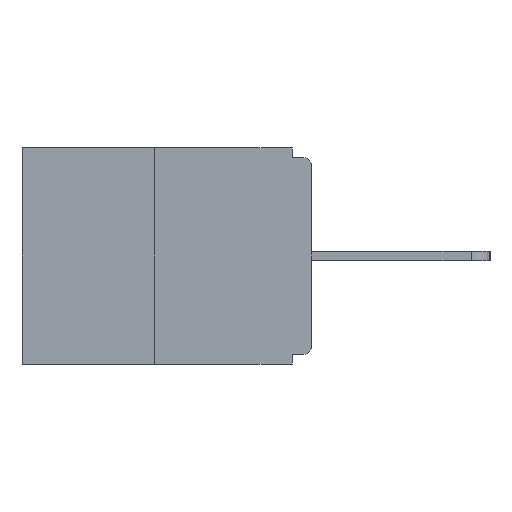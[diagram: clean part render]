
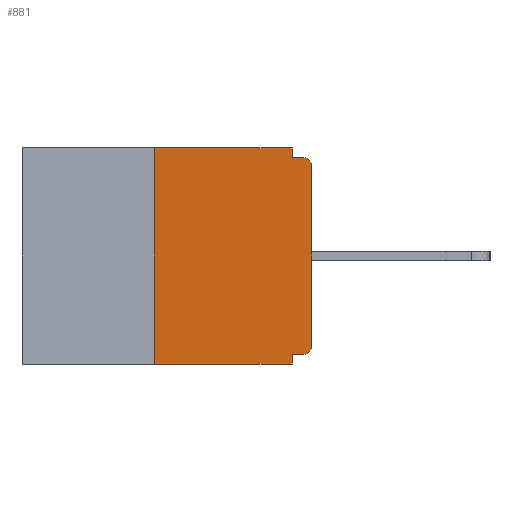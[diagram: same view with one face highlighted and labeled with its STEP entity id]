
A CAD part, left-side view. The second image highlights one B-rep face of the part: STEP entity #881.
In plain terms, the highlighted planar face has unit normal (-1, 0, 0).
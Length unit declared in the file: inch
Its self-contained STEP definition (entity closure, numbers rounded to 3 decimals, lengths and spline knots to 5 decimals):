
#9 = CIRCLE ( 'NONE', #6326, 0.015 ) ;
#161 = ORIENTED_EDGE ( 'NONE', *, *, #13788, .F. ) ;
#676 = CARTESIAN_POINT ( 'NONE',  ( 0., 0.015, -0.328 ) ) ;
#695 = VECTOR ( 'NONE', #1069, 39.37008 ) ;
#881 = ADVANCED_FACE ( 'NONE', ( #12779 ), #7869, .F. ) ;
#1069 = DIRECTION ( 'NONE',  ( 0., -1., 0. ) ) ;
#1118 = VECTOR ( 'NONE', #4450, 39.37008 ) ;
#1318 = EDGE_CURVE ( 'NONE', #2145, #9973, #3558, .T. ) ;
#1391 = DIRECTION ( 'NONE',  ( 0., 0., 1. ) ) ;
#1519 = ORIENTED_EDGE ( 'NONE', *, *, #12883, .T. ) ;
#1621 = VECTOR ( 'NONE', #3011, 39.37008 ) ;
#1689 = ORIENTED_EDGE ( 'NONE', *, *, #8310, .F. ) ;
#1774 = CARTESIAN_POINT ( 'NONE',  ( 0., 0.031, 0. ) ) ;
#1861 = ORIENTED_EDGE ( 'NONE', *, *, #6298, .F. ) ;
#2034 = CARTESIAN_POINT ( 'NONE',  ( 0., 0., -0.328 ) ) ;
#2145 = VERTEX_POINT ( 'NONE', #11040 ) ;
#2274 = VECTOR ( 'NONE', #14534, 39.37008 ) ;
#2376 = ORIENTED_EDGE ( 'NONE', *, *, #12487, .F. ) ;
#2383 = LINE ( 'NONE', #8091, #5237 ) ;
#2812 = CARTESIAN_POINT ( 'NONE',  ( 0., 0.46, 0. ) ) ;
#3011 = DIRECTION ( 'NONE',  ( 0., -1., 0. ) ) ;
#3035 = DIRECTION ( 'NONE',  ( 1., 0., 0. ) ) ;
#3171 = LINE ( 'NONE', #8003, #1621 ) ;
#3242 = EDGE_CURVE ( 'NONE', #7142, #14310, #9, .T. ) ;
#3558 = CIRCLE ( 'NONE', #9868, 0.015 ) ;
#3876 = CARTESIAN_POINT ( 'NONE',  ( 0., 0., -0.313 ) ) ;
#3941 = ORIENTED_EDGE ( 'NONE', *, *, #3242, .T. ) ;
#4027 = AXIS2_PLACEMENT_3D ( 'NONE', #2812, #3035, #4301 ) ;
#4103 = DIRECTION ( 'NONE',  ( 0., 0., -1. ) ) ;
#4301 = DIRECTION ( 'NONE',  ( 0., 0., -1. ) ) ;
#4418 = LINE ( 'NONE', #2034, #2274 ) ;
#4448 = EDGE_CURVE ( 'NONE', #14671, #5095, #4946, .T. ) ;
#4450 = DIRECTION ( 'NONE',  ( 0., 0., -1. ) ) ;
#4653 = VERTEX_POINT ( 'NONE', #12943 ) ;
#4946 = LINE ( 'NONE', #10718, #13144 ) ;
#5049 = LINE ( 'NONE', #7522, #13742 ) ;
#5095 = VERTEX_POINT ( 'NONE', #13207 ) ;
#5237 = VECTOR ( 'NONE', #14347, 39.37008 ) ;
#5520 = CARTESIAN_POINT ( 'NONE',  ( 0., 0.031, 0. ) ) ;
#5876 = VERTEX_POINT ( 'NONE', #13661 ) ;
#6087 = DIRECTION ( 'NONE',  ( 0., -1., 0. ) ) ;
#6298 = EDGE_CURVE ( 'NONE', #5876, #14897, #14041, .T. ) ;
#6326 = AXIS2_PLACEMENT_3D ( 'NONE', #15121, #11405, #12595 ) ;
#7067 = VERTEX_POINT ( 'NONE', #1774 ) ;
#7142 = VERTEX_POINT ( 'NONE', #676 ) ;
#7522 = CARTESIAN_POINT ( 'NONE',  ( 0., 0.46, 0. ) ) ;
#7829 = DIRECTION ( 'NONE',  ( 0., 0., -1. ) ) ;
#7869 = PLANE ( 'NONE',  #4027 ) ;
#7905 = ORIENTED_EDGE ( 'NONE', *, *, #1318, .T. ) ;
#7950 = EDGE_CURVE ( 'NONE', #14671, #14897, #3171, .T. ) ;
#8003 = CARTESIAN_POINT ( 'NONE',  ( 0., 0.46, -0.343 ) ) ;
#8091 = CARTESIAN_POINT ( 'NONE',  ( 0., 0., 0. ) ) ;
#8190 = EDGE_CURVE ( 'NONE', #5095, #7067, #5049, .T. ) ;
#8310 = EDGE_CURVE ( 'NONE', #7067, #4653, #11374, .T. ) ;
#8461 = EDGE_LOOP ( 'NONE', ( #13059, #13867, #12791, #1861, #161, #3941, #1519, #7905, #2376, #1689 ) ) ;
#8998 = CARTESIAN_POINT ( 'NONE',  ( 0., 0.031, -0.343 ) ) ;
#9868 = AXIS2_PLACEMENT_3D ( 'NONE', #11620, #15027, #7829 ) ;
#9973 = VERTEX_POINT ( 'NONE', #15080 ) ;
#10166 = VECTOR ( 'NONE', #4103, 39.37008 ) ;
#10718 = CARTESIAN_POINT ( 'NONE',  ( 0., 0.25, 0. ) ) ;
#10859 = CARTESIAN_POINT ( 'NONE',  ( 0., 0., -0.015 ) ) ;
#11040 = CARTESIAN_POINT ( 'NONE',  ( 0., 0., -0.03 ) ) ;
#11374 = LINE ( 'NONE', #5520, #10166 ) ;
#11405 = DIRECTION ( 'NONE',  ( -1., 0., 0. ) ) ;
#11620 = CARTESIAN_POINT ( 'NONE',  ( 0., 0.015, -0.03 ) ) ;
#11646 = CARTESIAN_POINT ( 'NONE',  ( 0., 0.031, -0.343 ) ) ;
#12119 = CARTESIAN_POINT ( 'NONE',  ( 0., 0.25, -0.343 ) ) ;
#12487 = EDGE_CURVE ( 'NONE', #4653, #9973, #14216, .T. ) ;
#12595 = DIRECTION ( 'NONE',  ( 0., 0., -1. ) ) ;
#12779 = FACE_OUTER_BOUND ( 'NONE', #8461, .T. ) ;
#12791 = ORIENTED_EDGE ( 'NONE', *, *, #7950, .T. ) ;
#12883 = EDGE_CURVE ( 'NONE', #14310, #2145, #2383, .T. ) ;
#12943 = CARTESIAN_POINT ( 'NONE',  ( 0., 0.031, -0.015 ) ) ;
#13059 = ORIENTED_EDGE ( 'NONE', *, *, #8190, .F. ) ;
#13144 = VECTOR ( 'NONE', #1391, 39.37008 ) ;
#13207 = CARTESIAN_POINT ( 'NONE',  ( 0., 0.25, 0. ) ) ;
#13661 = CARTESIAN_POINT ( 'NONE',  ( 0., 0.031, -0.328 ) ) ;
#13742 = VECTOR ( 'NONE', #6087, 39.37008 ) ;
#13788 = EDGE_CURVE ( 'NONE', #7142, #5876, #4418, .T. ) ;
#13867 = ORIENTED_EDGE ( 'NONE', *, *, #4448, .F. ) ;
#14041 = LINE ( 'NONE', #11646, #1118 ) ;
#14216 = LINE ( 'NONE', #10859, #695 ) ;
#14310 = VERTEX_POINT ( 'NONE', #3876 ) ;
#14347 = DIRECTION ( 'NONE',  ( 0., 0., 1. ) ) ;
#14534 = DIRECTION ( 'NONE',  ( 0., 1., 0. ) ) ;
#14671 = VERTEX_POINT ( 'NONE', #12119 ) ;
#14897 = VERTEX_POINT ( 'NONE', #8998 ) ;
#15027 = DIRECTION ( 'NONE',  ( -1., 0., 0. ) ) ;
#15080 = CARTESIAN_POINT ( 'NONE',  ( 0., 0.015, -0.015 ) ) ;
#15121 = CARTESIAN_POINT ( 'NONE',  ( 0., 0.015, -0.313 ) ) ;
